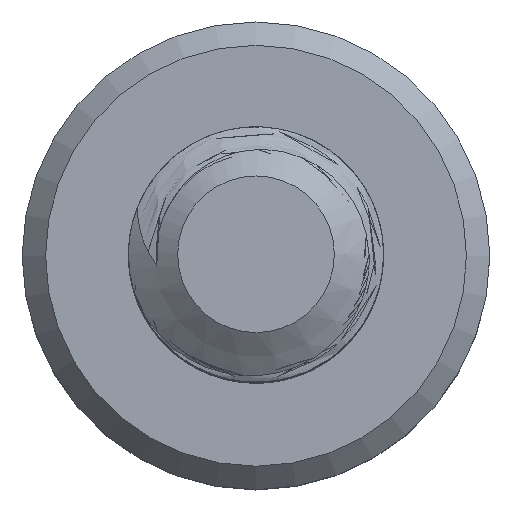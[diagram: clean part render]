
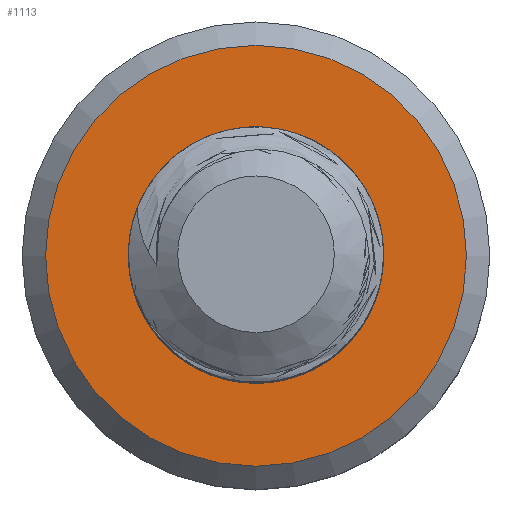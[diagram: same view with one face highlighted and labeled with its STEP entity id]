
A CAD part, top view. The second image highlights one B-rep face of the part: STEP entity #1113.
In plain terms, the highlighted planar face has unit normal (0, 0, 1).
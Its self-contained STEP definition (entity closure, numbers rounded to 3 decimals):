
#16=FACE_BOUND('',#161,.T.);
#19=PLANE('',#1216);
#95=FACE_OUTER_BOUND('',#160,.T.);
#160=EDGE_LOOP('',(#973,#974));
#161=EDGE_LOOP('',(#975,#976,#977,#978));
#174=CIRCLE('',#1147,1.5);
#179=CIRCLE('',#1192,2.475);
#180=CIRCLE('',#1193,2.475);
#189=CIRCLE('',#1207,1.175);
#281=B_SPLINE_CURVE_WITH_KNOTS('',3,(#9015,#9016,#9017,#9018,#9019,#9020,
#9021,#9022,#9023,#9024,#9025,#9026,#9027,#9028,#9029,#9030,#9031,#9032,
#9033,#9034,#9035,#9036,#9037,#9038,#9039,#9040,#9041,#9042,#9043,#9044,
#9045,#9046,#9047,#9048,#9049,#9050,#9051,#9052,#9053,#9054),
 .UNSPECIFIED.,.F.,.F.,(4,3,3,3,3,3,3,3,3,3,3,3,3,4),(0.,0.033,
0.065,0.099,0.115,0.133,
0.16,0.17,0.233,0.276,
0.321,0.342,0.344,0.411),
 .UNSPECIFIED.);
#282=B_SPLINE_CURVE_WITH_KNOTS('',3,(#9609,#9610,#9611,#9612,#9613,#9614,
#9615,#9616,#9617,#9618,#9619,#9620,#9621,#9622,#9623,#9624,#9625,#9626,
#9627,#9628,#9629,#9630,#9631,#9632,#9633,#9634,#9635,#9636,#9637,#9638,
#9639,#9640,#9641,#9642,#9643,#9644,#9645,#9646,#9647,#9648,#9649,#9650,
#9651),.UNSPECIFIED.,.F.,.F.,(4,3,3,3,3,3,3,3,3,3,3,3,3,3,4),(0.,0.054,
0.092,0.109,0.125,0.153,
0.174,0.211,0.241,0.261,
0.273,0.282,0.32,0.328,
0.391),.UNSPECIFIED.);
#397=VERTEX_POINT('',#1458);
#398=VERTEX_POINT('',#1484);
#482=VERTEX_POINT('',#8277);
#483=VERTEX_POINT('',#8279);
#494=VERTEX_POINT('',#8421);
#495=VERTEX_POINT('',#8441);
#508=EDGE_CURVE('',#397,#398,#174,.T.);
#632=EDGE_CURVE('',#483,#482,#179,.T.);
#633=EDGE_CURVE('',#482,#483,#180,.T.);
#650=EDGE_CURVE('',#495,#494,#189,.T.);
#653=EDGE_CURVE('',#494,#398,#281,.T.);
#654=EDGE_CURVE('',#397,#495,#282,.T.);
#973=ORIENTED_EDGE('',*,*,#632,.T.);
#974=ORIENTED_EDGE('',*,*,#633,.T.);
#975=ORIENTED_EDGE('',*,*,#508,.F.);
#976=ORIENTED_EDGE('',*,*,#654,.T.);
#977=ORIENTED_EDGE('',*,*,#650,.T.);
#978=ORIENTED_EDGE('',*,*,#653,.T.);
#1113=ADVANCED_FACE('',(#95,#16),#19,.F.);
#1147=AXIS2_PLACEMENT_3D('',#1485,#1234,#1235);
#1192=AXIS2_PLACEMENT_3D('',#8280,#1364,#1365);
#1193=AXIS2_PLACEMENT_3D('',#8281,#1366,#1367);
#1207=AXIS2_PLACEMENT_3D('',#8442,#1397,#1398);
#1216=AXIS2_PLACEMENT_3D('',#9663,#1415,#1416);
#1234=DIRECTION('center_axis',(0.,0.,1.));
#1235=DIRECTION('ref_axis',(1.,0.,0.));
#1364=DIRECTION('center_axis',(0.,0.,1.));
#1365=DIRECTION('ref_axis',(-1.,0.,0.));
#1366=DIRECTION('center_axis',(0.,0.,1.));
#1367=DIRECTION('ref_axis',(-1.,0.,0.));
#1397=DIRECTION('center_axis',(0.,0.,-1.));
#1398=DIRECTION('ref_axis',(1.,0.,0.));
#1415=DIRECTION('center_axis',(0.,0.,-1.));
#1416=DIRECTION('ref_axis',(-1.,0.,0.));
#1458=CARTESIAN_POINT('',(0.,1.5,-10.));
#1484=CARTESIAN_POINT('',(-1.051,1.07,-10.));
#1485=CARTESIAN_POINT('Origin',(0.,0.,-10.));
#8277=CARTESIAN_POINT('',(2.475,0.,-10.));
#8279=CARTESIAN_POINT('',(-2.475,0.,-10.));
#8280=CARTESIAN_POINT('Origin',(0.,0.,-10.));
#8281=CARTESIAN_POINT('Origin',(0.,0.,-10.));
#8421=CARTESIAN_POINT('',(0.,-1.175,-10.));
#8441=CARTESIAN_POINT('',(0.823,-0.839,-10.));
#8442=CARTESIAN_POINT('Origin',(0.,0.,-10.));
#9015=CARTESIAN_POINT('Ctrl Pts',(0.,-1.175,
-10.));
#9016=CARTESIAN_POINT('Ctrl Pts',(-0.109,-1.187,-10.));
#9017=CARTESIAN_POINT('Ctrl Pts',(-0.219,-1.184,-10.));
#9018=CARTESIAN_POINT('Ctrl Pts',(-0.328,-1.167,
-10.));
#9019=CARTESIAN_POINT('Ctrl Pts',(-0.434,-1.15,
-10.));
#9020=CARTESIAN_POINT('Ctrl Pts',(-0.538,-1.119,-10.));
#9021=CARTESIAN_POINT('Ctrl Pts',(-0.636,-1.075,
-10.));
#9022=CARTESIAN_POINT('Ctrl Pts',(-0.739,-1.029,-10.));
#9023=CARTESIAN_POINT('Ctrl Pts',(-0.836,-0.969,
-10.));
#9024=CARTESIAN_POINT('Ctrl Pts',(-0.923,-0.897,
-10.));
#9025=CARTESIAN_POINT('Ctrl Pts',(-0.963,-0.864,
-10.));
#9026=CARTESIAN_POINT('Ctrl Pts',(-1.001,-0.827,
-10.));
#9027=CARTESIAN_POINT('Ctrl Pts',(-1.035,-0.791,
-10.));
#9028=CARTESIAN_POINT('Ctrl Pts',(-1.076,-0.748,-10.));
#9029=CARTESIAN_POINT('Ctrl Pts',(-1.112,-0.704,
-10.));
#9030=CARTESIAN_POINT('Ctrl Pts',(-1.143,-0.66,
-10.));
#9031=CARTESIAN_POINT('Ctrl Pts',(-1.187,-0.597,
-10.));
#9032=CARTESIAN_POINT('Ctrl Pts',(-1.224,-0.535,
-10.));
#9033=CARTESIAN_POINT('Ctrl Pts',(-1.252,-0.477,
-10.));
#9034=CARTESIAN_POINT('Ctrl Pts',(-1.264,-0.455,
-10.));
#9035=CARTESIAN_POINT('Ctrl Pts',(-1.274,-0.434,
-10.));
#9036=CARTESIAN_POINT('Ctrl Pts',(-1.283,-0.412,
-10.));
#9037=CARTESIAN_POINT('Ctrl Pts',(-1.34,-0.282,
-10.));
#9038=CARTESIAN_POINT('Ctrl Pts',(-1.377,-0.143,
-10.));
#9039=CARTESIAN_POINT('Ctrl Pts',(-1.392,-0.001,
-10.));
#9040=CARTESIAN_POINT('Ctrl Pts',(-1.402,0.097,
-10.));
#9041=CARTESIAN_POINT('Ctrl Pts',(-1.402,0.197,-10.));
#9042=CARTESIAN_POINT('Ctrl Pts',(-1.391,0.296,-10.));
#9043=CARTESIAN_POINT('Ctrl Pts',(-1.38,0.395,-10.));
#9044=CARTESIAN_POINT('Ctrl Pts',(-1.358,0.494,-10.));
#9045=CARTESIAN_POINT('Ctrl Pts',(-1.325,0.589,-10.));
#9046=CARTESIAN_POINT('Ctrl Pts',(-1.31,0.635,-10.));
#9047=CARTESIAN_POINT('Ctrl Pts',(-1.292,0.679,-10.));
#9048=CARTESIAN_POINT('Ctrl Pts',(-1.273,0.722,-10.));
#9049=CARTESIAN_POINT('Ctrl Pts',(-1.271,0.725,-10.));
#9050=CARTESIAN_POINT('Ctrl Pts',(-1.269,0.729,-10.));
#9051=CARTESIAN_POINT('Ctrl Pts',(-1.268,0.732,-10.));
#9052=CARTESIAN_POINT('Ctrl Pts',(-1.206,0.863,-10.));
#9053=CARTESIAN_POINT('Ctrl Pts',(-1.13,0.977,-10.));
#9054=CARTESIAN_POINT('Ctrl Pts',(-1.051,1.07,-10.));
#9609=CARTESIAN_POINT('Ctrl Pts',(0.,1.5,
-10.));
#9610=CARTESIAN_POINT('Ctrl Pts',(0.179,1.485,-10.));
#9611=CARTESIAN_POINT('Ctrl Pts',(0.355,1.436,-10.));
#9612=CARTESIAN_POINT('Ctrl Pts',(0.516,1.356,-10.));
#9613=CARTESIAN_POINT('Ctrl Pts',(0.629,1.3,-10.));
#9614=CARTESIAN_POINT('Ctrl Pts',(0.734,1.228,-10.));
#9615=CARTESIAN_POINT('Ctrl Pts',(0.828,1.145,-10.));
#9616=CARTESIAN_POINT('Ctrl Pts',(0.87,1.108,-10.));
#9617=CARTESIAN_POINT('Ctrl Pts',(0.909,1.068,-10.));
#9618=CARTESIAN_POINT('Ctrl Pts',(0.946,1.027,-10.));
#9619=CARTESIAN_POINT('Ctrl Pts',(0.981,0.987,-10.));
#9620=CARTESIAN_POINT('Ctrl Pts',(1.014,0.946,-10.));
#9621=CARTESIAN_POINT('Ctrl Pts',(1.044,0.904,-10.));
#9622=CARTESIAN_POINT('Ctrl Pts',(1.096,0.83,-10.));
#9623=CARTESIAN_POINT('Ctrl Pts',(1.139,0.754,-10.));
#9624=CARTESIAN_POINT('Ctrl Pts',(1.174,0.678,-10.));
#9625=CARTESIAN_POINT('Ctrl Pts',(1.2,0.621,-10.));
#9626=CARTESIAN_POINT('Ctrl Pts',(1.221,0.565,-10.));
#9627=CARTESIAN_POINT('Ctrl Pts',(1.238,0.508,-10.));
#9628=CARTESIAN_POINT('Ctrl Pts',(1.268,0.407,-10.));
#9629=CARTESIAN_POINT('Ctrl Pts',(1.286,0.302,-10.));
#9630=CARTESIAN_POINT('Ctrl Pts',(1.29,0.197,-10.));
#9631=CARTESIAN_POINT('Ctrl Pts',(1.294,0.109,-10.));
#9632=CARTESIAN_POINT('Ctrl Pts',(1.289,0.02,-10.));
#9633=CARTESIAN_POINT('Ctrl Pts',(1.274,-0.067,
-10.));
#9634=CARTESIAN_POINT('Ctrl Pts',(1.265,-0.124,-10.));
#9635=CARTESIAN_POINT('Ctrl Pts',(1.252,-0.179,-10.));
#9636=CARTESIAN_POINT('Ctrl Pts',(1.235,-0.234,-10.));
#9637=CARTESIAN_POINT('Ctrl Pts',(1.225,-0.266,-10.));
#9638=CARTESIAN_POINT('Ctrl Pts',(1.214,-0.298,-10.));
#9639=CARTESIAN_POINT('Ctrl Pts',(1.201,-0.329,-10.));
#9640=CARTESIAN_POINT('Ctrl Pts',(1.192,-0.353,-10.));
#9641=CARTESIAN_POINT('Ctrl Pts',(1.182,-0.376,-10.));
#9642=CARTESIAN_POINT('Ctrl Pts',(1.172,-0.397,-10.));
#9643=CARTESIAN_POINT('Ctrl Pts',(1.129,-0.488,-10.));
#9644=CARTESIAN_POINT('Ctrl Pts',(1.084,-0.557,-10.));
#9645=CARTESIAN_POINT('Ctrl Pts',(1.049,-0.606,-10.));
#9646=CARTESIAN_POINT('Ctrl Pts',(1.041,-0.616,-10.));
#9647=CARTESIAN_POINT('Ctrl Pts',(1.034,-0.626,-10.));
#9648=CARTESIAN_POINT('Ctrl Pts',(1.027,-0.635,-10.));
#9649=CARTESIAN_POINT('Ctrl Pts',(0.968,-0.711,
-10.));
#9650=CARTESIAN_POINT('Ctrl Pts',(0.9,-0.78,
-10.));
#9651=CARTESIAN_POINT('Ctrl Pts',(0.823,-0.839,-10.));
#9663=CARTESIAN_POINT('Origin',(0.,0.,-10.));
